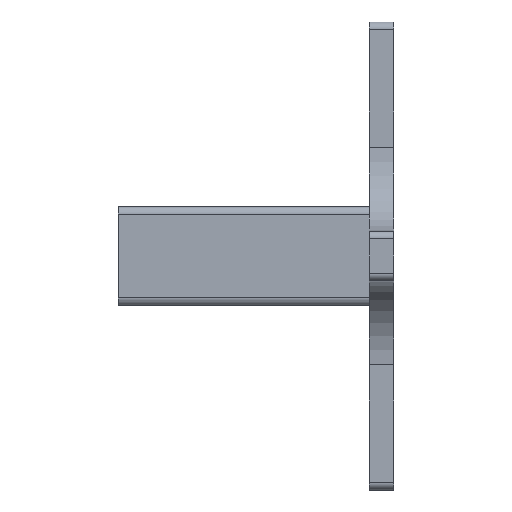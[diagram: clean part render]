
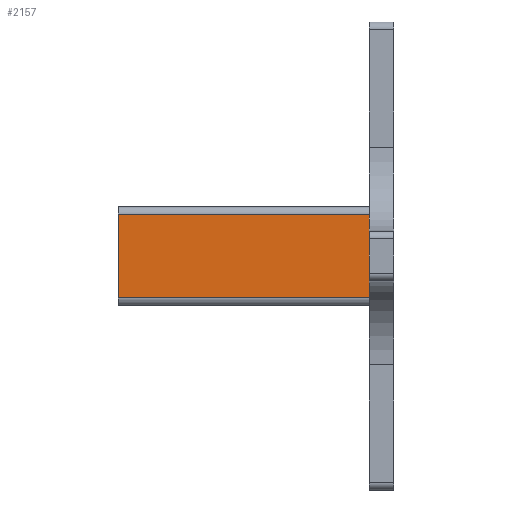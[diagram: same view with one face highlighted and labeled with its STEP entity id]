
A CAD part, left-side view. The second image highlights one B-rep face of the part: STEP entity #2157.
In plain terms, the highlighted planar face has unit normal (-1, 0, 0).
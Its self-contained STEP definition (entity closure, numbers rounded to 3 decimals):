
#190=FACE_OUTER_BOUND('',#314,.T.);
#314=EDGE_LOOP('',(#1870,#1871,#1872,#1873));
#377=LINE('',#3008,#640);
#378=LINE('',#3011,#641);
#393=LINE('',#3047,#656);
#531=LINE('',#3353,#794);
#640=VECTOR('',#2411,10.);
#641=VECTOR('',#2414,10.);
#656=VECTOR('',#2445,10.);
#794=VECTOR('',#2731,10.);
#903=VERTEX_POINT('',#3004);
#904=VERTEX_POINT('',#3006);
#905=VERTEX_POINT('',#3010);
#918=VERTEX_POINT('',#3046);
#1107=EDGE_CURVE('',#904,#903,#377,.T.);
#1108=EDGE_CURVE('',#903,#905,#378,.T.);
#1127=EDGE_CURVE('',#905,#918,#393,.T.);
#1282=EDGE_CURVE('',#918,#904,#531,.T.);
#1870=ORIENTED_EDGE('',*,*,#1107,.F.);
#1871=ORIENTED_EDGE('',*,*,#1282,.F.);
#1872=ORIENTED_EDGE('',*,*,#1127,.F.);
#1873=ORIENTED_EDGE('',*,*,#1108,.F.);
#2054=PLANE('',#2316);
#2157=ADVANCED_FACE('',(#190),#2054,.T.);
#2316=AXIS2_PLACEMENT_3D('',#3474,#2845,#2846);
#2411=DIRECTION('',(0.,1.,0.));
#2414=DIRECTION('',(0.,0.,1.));
#2445=DIRECTION('',(0.,-1.,0.));
#2731=DIRECTION('',(0.,0.,-1.));
#2845=DIRECTION('center_axis',(-1.,0.,0.));
#2846=DIRECTION('ref_axis',(0.,0.,1.));
#3004=CARTESIAN_POINT('',(-20.,112.,-17.));
#3006=CARTESIAN_POINT('',(-20.,10.,-17.));
#3008=CARTESIAN_POINT('',(-20.,10.,-17.));
#3010=CARTESIAN_POINT('',(-20.,112.,17.));
#3011=CARTESIAN_POINT('',(-20.,112.,-20.));
#3046=CARTESIAN_POINT('',(-20.,10.,17.));
#3047=CARTESIAN_POINT('',(-20.,10.,17.));
#3353=CARTESIAN_POINT('',(-20.,10.,-10.));
#3474=CARTESIAN_POINT('Origin',(-20.,10.,-20.));
